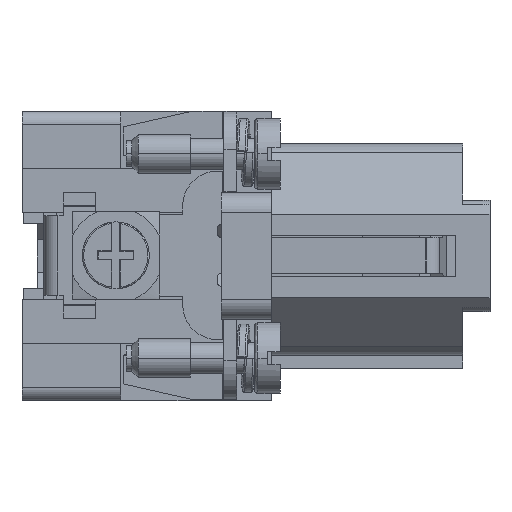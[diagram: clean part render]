
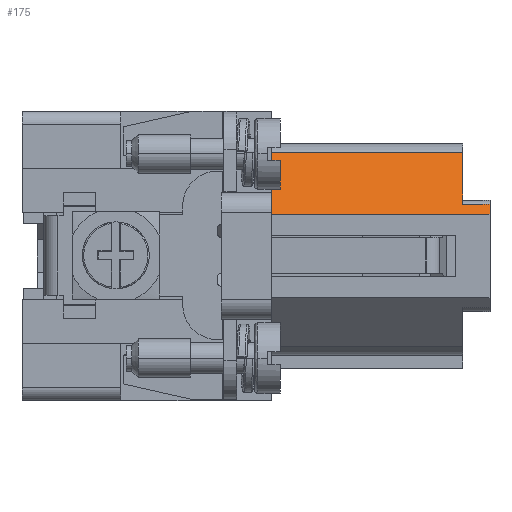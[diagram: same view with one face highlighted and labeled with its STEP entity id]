
A CAD part, left-side view. The second image highlights one B-rep face of the part: STEP entity #175.
In plain terms, the highlighted planar face has unit normal (-0.707, 0, 0.707).
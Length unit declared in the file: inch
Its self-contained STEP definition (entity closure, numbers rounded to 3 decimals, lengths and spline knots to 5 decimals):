
#175 = ADVANCED_FACE ( 'NONE', ( #4063 ), #30550, .F. ) ;
#300 = DIRECTION ( 'NONE',  ( -0.707, 0., -0.707 ) ) ;
#536 = ORIENTED_EDGE ( 'NONE', *, *, #20404, .T. ) ;
#1606 = LINE ( 'NONE', #22119, #35008 ) ;
#1784 = DIRECTION ( 'NONE',  ( 0.707, 0., -0.707 ) ) ;
#2074 = VERTEX_POINT ( 'NONE', #29856 ) ;
#3893 = CARTESIAN_POINT ( 'NONE',  ( -1.73579, 0.36125, 0.1964 ) ) ;
#4063 = FACE_OUTER_BOUND ( 'NONE', #10503, .T. ) ;
#4288 = VECTOR ( 'NONE', #10392, 39.37008 ) ;
#5434 = EDGE_CURVE ( 'NONE', #6724, #27197, #22150, .T. ) ;
#6107 = CARTESIAN_POINT ( 'NONE',  ( -1.73579, 0.36125, 0.1964 ) ) ;
#6724 = VERTEX_POINT ( 'NONE', #26375 ) ;
#7926 = ORIENTED_EDGE ( 'NONE', *, *, #32016, .F. ) ;
#9367 = VERTEX_POINT ( 'NONE', #6107 ) ;
#10392 = DIRECTION ( 'NONE',  ( 0., -1., 0. ) ) ;
#10503 = EDGE_LOOP ( 'NONE', ( #32589, #7926, #17359, #11844, #536, #14329 ) ) ;
#10923 = DIRECTION ( 'NONE',  ( 0., 1., 0. ) ) ;
#11653 = AXIS2_PLACEMENT_3D ( 'NONE', #3893, #1784, #24982 ) ;
#11818 = LINE ( 'NONE', #24230, #34940 ) ;
#11844 = ORIENTED_EDGE ( 'NONE', *, *, #5434, .F. ) ;
#14329 = ORIENTED_EDGE ( 'NONE', *, *, #24290, .F. ) ;
#17359 = ORIENTED_EDGE ( 'NONE', *, *, #33169, .F. ) ;
#18230 = DIRECTION ( 'NONE',  ( -0.707, 0., -0.707 ) ) ;
#18544 = VERTEX_POINT ( 'NONE', #23153 ) ;
#20404 = EDGE_CURVE ( 'NONE', #6724, #9367, #1606, .T. ) ;
#21510 = CARTESIAN_POINT ( 'NONE',  ( -1.70458, 0.36125, 0.22762 ) ) ;
#21764 = DIRECTION ( 'NONE',  ( 0., -1., 0. ) ) ;
#22119 = CARTESIAN_POINT ( 'NONE',  ( -1.54808, 0.36125, 0.38411 ) ) ;
#22150 = LINE ( 'NONE', #36366, #36828 ) ;
#23153 = CARTESIAN_POINT ( 'NONE',  ( -1.73579, -0.30804, 0.1964 ) ) ;
#23922 = CARTESIAN_POINT ( 'NONE',  ( -1.70458, -0.22536, 0.22762 ) ) ;
#24011 = CARTESIAN_POINT ( 'NONE',  ( -1.70458, -0.30804, 0.22762 ) ) ;
#24230 = CARTESIAN_POINT ( 'NONE',  ( -1.73579, -0.22536, 0.1964 ) ) ;
#24290 = EDGE_CURVE ( 'NONE', #18544, #9367, #37213, .T. ) ;
#24982 = DIRECTION ( 'NONE',  ( -0.707, 0., -0.707 ) ) ;
#26259 = EDGE_CURVE ( 'NONE', #2074, #18544, #26900, .T. ) ;
#26375 = CARTESIAN_POINT ( 'NONE',  ( -1.54808, 0.36125, 0.38411 ) ) ;
#26900 = LINE ( 'NONE', #24011, #32343 ) ;
#27197 = VERTEX_POINT ( 'NONE', #30533 ) ;
#28571 = CARTESIAN_POINT ( 'NONE',  ( -1.73579, 0.36125, 0.1964 ) ) ;
#29856 = CARTESIAN_POINT ( 'NONE',  ( -1.70458, -0.30804, 0.22762 ) ) ;
#30233 = VECTOR ( 'NONE', #10923, 39.37008 ) ;
#30533 = CARTESIAN_POINT ( 'NONE',  ( -1.54808, -0.22536, 0.38411 ) ) ;
#30550 = PLANE ( 'NONE',  #11653 ) ;
#32016 = EDGE_CURVE ( 'NONE', #34300, #2074, #33810, .T. ) ;
#32343 = VECTOR ( 'NONE', #18230, 39.37008 ) ;
#32589 = ORIENTED_EDGE ( 'NONE', *, *, #26259, .F. ) ;
#33169 = EDGE_CURVE ( 'NONE', #27197, #34300, #11818, .T. ) ;
#33634 = DIRECTION ( 'NONE',  ( -0.707, 0., -0.707 ) ) ;
#33810 = LINE ( 'NONE', #21510, #4288 ) ;
#34300 = VERTEX_POINT ( 'NONE', #23922 ) ;
#34940 = VECTOR ( 'NONE', #300, 39.37008 ) ;
#35008 = VECTOR ( 'NONE', #33634, 39.37008 ) ;
#36366 = CARTESIAN_POINT ( 'NONE',  ( -1.54808, 0.36125, 0.38411 ) ) ;
#36828 = VECTOR ( 'NONE', #21764, 39.37008 ) ;
#37213 = LINE ( 'NONE', #28571, #30233 ) ;
